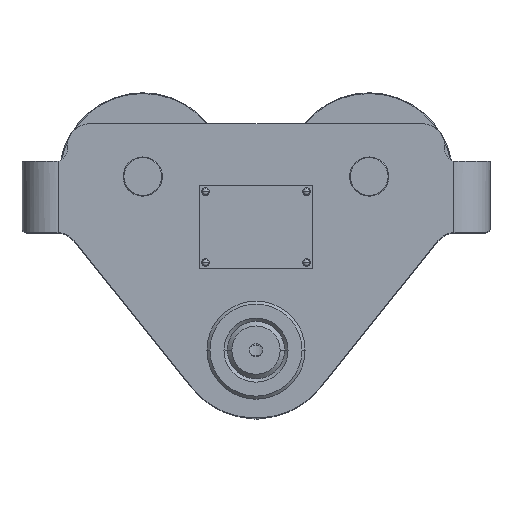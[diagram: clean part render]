
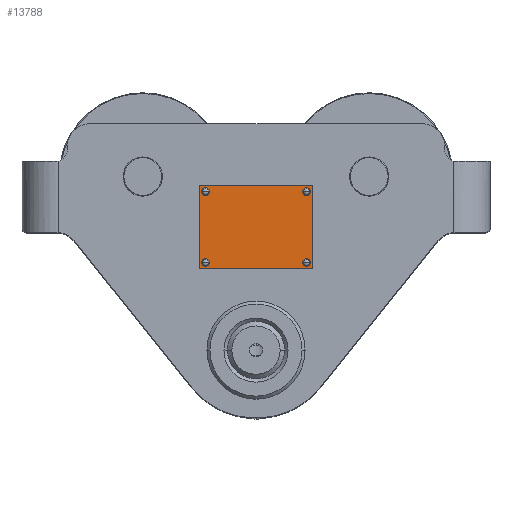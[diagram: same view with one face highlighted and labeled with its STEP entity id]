
A CAD part, top view. The second image highlights one B-rep face of the part: STEP entity #13788.
In plain terms, the highlighted planar face has unit normal (0, 0, 1).
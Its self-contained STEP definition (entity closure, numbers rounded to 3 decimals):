
#8046 = DIRECTION ( 'NONE',  ( 1., 0., 0. ) ) ;
#8047 = VECTOR ( 'NONE', #8046, 1000. ) ;
#8048 = CARTESIAN_POINT ( 'NONE',  ( 105.5, -96., 303.824 ) ) ;
#8049 = LINE ( 'NONE', #8048, #8047 ) ;
#8159 = DIRECTION ( 'NONE',  ( 1., 0., 0. ) ) ;
#8160 = DIRECTION ( 'NONE',  ( 0., 0., 1. ) ) ;
#8161 = CARTESIAN_POINT ( 'NONE',  ( 109.5, -92., 303.824 ) ) ;
#8162 = AXIS2_PLACEMENT_3D ( 'NONE', #8161, #8160, #8159 ) ;
#8169 = CIRCLE ( 'NONE', #8162, 1.75 ) ;
#8173 = CARTESIAN_POINT ( 'NONE',  ( 105.5, -96., 303.824 ) ) ;
#8178 = CARTESIAN_POINT ( 'NONE',  ( 178.25, -92., 303.824 ) ) ;
#8261 = CARTESIAN_POINT ( 'NONE',  ( 174.75, -92., 303.824 ) ) ;
#8344 = DIRECTION ( 'NONE',  ( -1., 0., 0. ) ) ;
#8345 = VECTOR ( 'NONE', #8344, 1000. ) ;
#8346 = CARTESIAN_POINT ( 'NONE',  ( 105.5, -41., 303.824 ) ) ;
#8351 = LINE ( 'NONE', #8346, #8345 ) ;
#8358 = CARTESIAN_POINT ( 'NONE',  ( 105.5, -41., 303.824 ) ) ;
#8373 = CARTESIAN_POINT ( 'NONE',  ( 180.5, -96., 303.824 ) ) ;
#8384 = FACE_BOUND ( 'NONE', #13884, .T. ) ;
#8385 = AXIS2_PLACEMENT_3D ( 'NONE', #8498, #8492, #8610 ) ;
#8386 = DIRECTION ( 'NONE',  ( 1., 0., 0. ) ) ;
#8387 = DIRECTION ( 'NONE',  ( 0., 0., 1. ) ) ;
#8389 = CARTESIAN_POINT ( 'NONE',  ( 174.75, -45., 303.824 ) ) ;
#8392 = DIRECTION ( 'NONE',  ( 1., 0., 0. ) ) ;
#8393 = DIRECTION ( 'NONE',  ( 0., 0., 1. ) ) ;
#8394 = CARTESIAN_POINT ( 'NONE',  ( 109.5, -92., 303.824 ) ) ;
#8438 = CARTESIAN_POINT ( 'NONE',  ( 111.25, -92., 303.824 ) ) ;
#8439 = FACE_OUTER_BOUND ( 'NONE', #13882, .T. ) ;
#8487 = DIRECTION ( 'NONE',  ( 0., -1., 0. ) ) ;
#8488 = VECTOR ( 'NONE', #8487, 1000. ) ;
#8490 = AXIS2_PLACEMENT_3D ( 'NONE', #8538, #8537, #8495 ) ;
#8491 = CARTESIAN_POINT ( 'NONE',  ( 176.5, -92., 303.824 ) ) ;
#8492 = DIRECTION ( 'NONE',  ( 0., 0., 1. ) ) ;
#8493 = CARTESIAN_POINT ( 'NONE',  ( 180.5, -41., 303.824 ) ) ;
#8494 = AXIS2_PLACEMENT_3D ( 'NONE', #8491, #8387, #8386 ) ;
#8495 = DIRECTION ( 'NONE',  ( -1., 0., 0. ) ) ;
#8496 = CIRCLE ( 'NONE', #8494, 1.75 ) ;
#8497 = CIRCLE ( 'NONE', #8612, 1.75 ) ;
#8498 = CARTESIAN_POINT ( 'NONE',  ( 176.5, -92., 303.824 ) ) ;
#8499 = FACE_BOUND ( 'NONE', #13657, .T. ) ;
#8500 = PLANE ( 'NONE',  #8490 ) ;
#8502 = FACE_BOUND ( 'NONE', #13649, .T. ) ;
#8503 = CARTESIAN_POINT ( 'NONE',  ( 109.5, -45., 303.824 ) ) ;
#8504 = LINE ( 'NONE', #8547, #8488 ) ;
#8506 = DIRECTION ( 'NONE',  ( 1., 0., 0. ) ) ;
#8507 = DIRECTION ( 'NONE',  ( 0., 0., 1. ) ) ;
#8508 = CARTESIAN_POINT ( 'NONE',  ( 109.5, -45., 303.824 ) ) ;
#8509 = AXIS2_PLACEMENT_3D ( 'NONE', #8508, #8507, #8506 ) ;
#8510 = AXIS2_PLACEMENT_3D ( 'NONE', #8503, #8512, #8511 ) ;
#8511 = DIRECTION ( 'NONE',  ( 1., 0., 0. ) ) ;
#8512 = DIRECTION ( 'NONE',  ( 0., 0., 1. ) ) ;
#8513 = CIRCLE ( 'NONE', #8510, 1.75 ) ;
#8515 = DIRECTION ( 'NONE',  ( 1., 0., 0. ) ) ;
#8516 = DIRECTION ( 'NONE',  ( 0., 0., 1. ) ) ;
#8517 = CARTESIAN_POINT ( 'NONE',  ( 176.5, -45., 303.824 ) ) ;
#8536 = CARTESIAN_POINT ( 'NONE',  ( 107.75, -92., 303.824 ) ) ;
#8537 = DIRECTION ( 'NONE',  ( 0., 0., -1. ) ) ;
#8538 = CARTESIAN_POINT ( 'NONE',  ( 105.5, -41., 303.824 ) ) ;
#8539 = CIRCLE ( 'NONE', #8385, 1.75 ) ;
#8541 = FACE_BOUND ( 'NONE', #13875, .T. ) ;
#8543 = CARTESIAN_POINT ( 'NONE',  ( 107.75, -45., 303.824 ) ) ;
#8544 = CIRCLE ( 'NONE', #8509, 1.75 ) ;
#8545 = DIRECTION ( 'NONE',  ( 0., 1., 0. ) ) ;
#8546 = VECTOR ( 'NONE', #8545, 1000. ) ;
#8547 = CARTESIAN_POINT ( 'NONE',  ( 105.5, -96., 303.824 ) ) ;
#8549 = CARTESIAN_POINT ( 'NONE',  ( 178.25, -45., 303.824 ) ) ;
#8550 = AXIS2_PLACEMENT_3D ( 'NONE', #8517, #8516, #8515 ) ;
#8551 = DIRECTION ( 'NONE',  ( 1., 0., 0. ) ) ;
#8570 = CIRCLE ( 'NONE', #8550, 1.75 ) ;
#8588 = CARTESIAN_POINT ( 'NONE',  ( 111.25, -45., 303.824 ) ) ;
#8589 = CARTESIAN_POINT ( 'NONE',  ( 180.5, -96., 303.824 ) ) ;
#8590 = LINE ( 'NONE', #8589, #8546 ) ;
#8592 = AXIS2_PLACEMENT_3D ( 'NONE', #8598, #8593, #8551 ) ;
#8593 = DIRECTION ( 'NONE',  ( 0., 0., 1. ) ) ;
#8598 = CARTESIAN_POINT ( 'NONE',  ( 176.5, -45., 303.824 ) ) ;
#8599 = CIRCLE ( 'NONE', #8592, 1.75 ) ;
#8610 = DIRECTION ( 'NONE',  ( 1., 0., 0. ) ) ;
#8612 = AXIS2_PLACEMENT_3D ( 'NONE', #8394, #8393, #8392 ) ;
#13623 = EDGE_CURVE ( 'NONE', #13651, #13844, #8049, .T. ) ;
#13644 = VERTEX_POINT ( 'NONE', #8261 ) ;
#13649 = EDGE_LOOP ( 'NONE', ( #13840, #13789 ) ) ;
#13651 = VERTEX_POINT ( 'NONE', #8173 ) ;
#13654 = VERTEX_POINT ( 'NONE', #8178 ) ;
#13657 = EDGE_LOOP ( 'NONE', ( #13834, #13835 ) ) ;
#13668 = VERTEX_POINT ( 'NONE', #8358 ) ;
#13669 = ORIENTED_EDGE ( 'NONE', *, *, #13623, .T. ) ;
#13672 = ORIENTED_EDGE ( 'NONE', *, *, #13872, .T. ) ;
#13673 = EDGE_CURVE ( 'NONE', #13784, #13668, #8351, .T. ) ;
#13676 = ORIENTED_EDGE ( 'NONE', *, *, #13673, .T. ) ;
#13735 = ORIENTED_EDGE ( 'NONE', *, *, #13888, .T. ) ;
#13783 = EDGE_CURVE ( 'NONE', #13787, #13786, #8169, .T. ) ;
#13784 = VERTEX_POINT ( 'NONE', #8493 ) ;
#13785 = VERTEX_POINT ( 'NONE', #8389 ) ;
#13786 = VERTEX_POINT ( 'NONE', #8438 ) ;
#13787 = VERTEX_POINT ( 'NONE', #8536 ) ;
#13788 = ADVANCED_FACE ( 'NONE', ( #8502, #8499, #8541, #8384, #8439 ), #8500, .F. ) ;
#13789 = ORIENTED_EDGE ( 'NONE', *, *, #13790, .F. ) ;
#13790 = EDGE_CURVE ( 'NONE', #13644, #13654, #8496, .T. ) ;
#13791 = EDGE_CURVE ( 'NONE', #13654, #13644, #8539, .T. ) ;
#13792 = EDGE_CURVE ( 'NONE', #13786, #13787, #8497, .T. ) ;
#13834 = ORIENTED_EDGE ( 'NONE', *, *, #13792, .F. ) ;
#13835 = ORIENTED_EDGE ( 'NONE', *, *, #13783, .F. ) ;
#13840 = ORIENTED_EDGE ( 'NONE', *, *, #13791, .F. ) ;
#13844 = VERTEX_POINT ( 'NONE', #8373 ) ;
#13871 = EDGE_CURVE ( 'NONE', #13873, #13785, #8599, .T. ) ;
#13872 = EDGE_CURVE ( 'NONE', #13844, #13784, #8590, .T. ) ;
#13873 = VERTEX_POINT ( 'NONE', #8549 ) ;
#13875 = EDGE_LOOP ( 'NONE', ( #13877, #13883 ) ) ;
#13876 = EDGE_CURVE ( 'NONE', #13785, #13873, #8570, .T. ) ;
#13877 = ORIENTED_EDGE ( 'NONE', *, *, #13871, .F. ) ;
#13878 = VERTEX_POINT ( 'NONE', #8588 ) ;
#13879 = VERTEX_POINT ( 'NONE', #8543 ) ;
#13880 = EDGE_CURVE ( 'NONE', #13878, #13879, #8544, .T. ) ;
#13882 = EDGE_LOOP ( 'NONE', ( #13735, #13669, #13672, #13676 ) ) ;
#13883 = ORIENTED_EDGE ( 'NONE', *, *, #13876, .F. ) ;
#13884 = EDGE_LOOP ( 'NONE', ( #13885, #13886 ) ) ;
#13885 = ORIENTED_EDGE ( 'NONE', *, *, #13880, .F. ) ;
#13886 = ORIENTED_EDGE ( 'NONE', *, *, #13887, .F. ) ;
#13887 = EDGE_CURVE ( 'NONE', #13879, #13878, #8513, .T. ) ;
#13888 = EDGE_CURVE ( 'NONE', #13668, #13651, #8504, .T. ) ;
